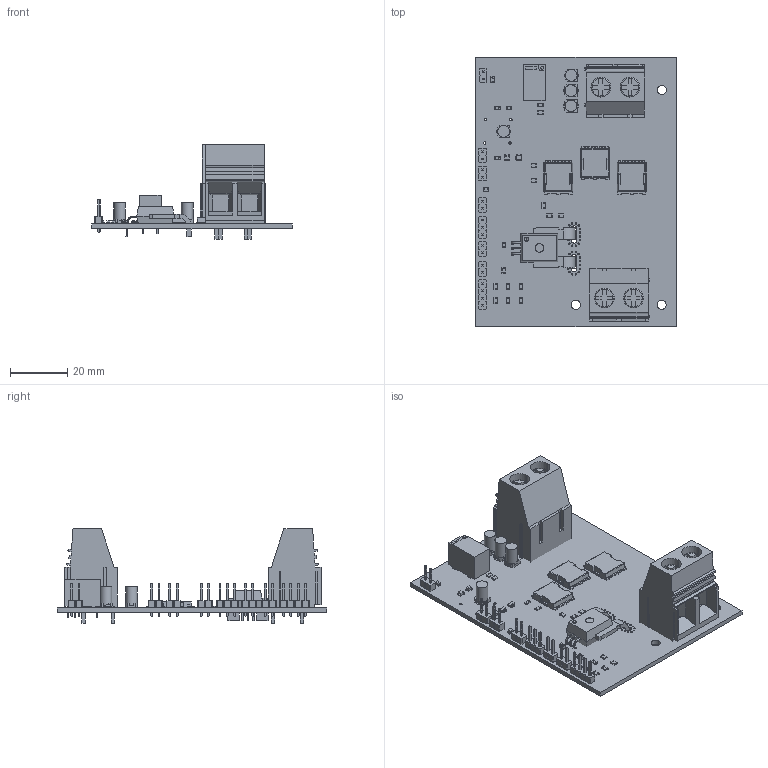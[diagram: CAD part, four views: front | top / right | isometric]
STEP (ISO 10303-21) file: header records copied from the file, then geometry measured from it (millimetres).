
FILE_DESCRIPTION(('KiCad electronic assembly'),'2;1');
FILE_NAME('Power_Management.step','2025-02-04T00:22:52',('Pcbnew'),( 'Kicad'),'Open CASCADE STEP processor 7.7','KiCad to STEP converter' ,'Unknown');
FILE_SCHEMA(('AUTOMOTIVE_DESIGN { 1 0 10303 214 1 1 1 1 }'));
Length unit declared in the file: millimetre
Products named in the file (26): Power_Management 1; LED_0805_2012Metric; G5V_1; PinHeader_1x04_P2.54mm_Vertical; PinHeader_1x04_P254mm_Vertical; CAP_UCB_4X7_NCH; part; R_0805_2012Metric; 1986660; C-1986660-2; PinHeader_1x02_P2.54mm_Vertical; PinHeader_1x02_P254mm_Vertical; MCTL160N15Y-TP; Document; C_0805_2012Metric; SOT-353_SC-70-5; SOT_353_SC_70_5; PinHeader_1x03_P2.54mm_Vertical; PinHeader_1x03_P254mm_Vertical; ACS758ECB-200B-PFF-T; CA; Power_Management_PCB
Assembly tree (54 placements, depth 3):
  Power_Management 1
    LED_0805_2012Metric  x5
      LED_0805_2012Metric
    G5V_1
      G5V_1
    PinHeader_1x04_P2.54mm_Vertical
      PinHeader_1x04_P254mm_Vertical
    CAP_UCB_4X7_NCH  x4
      part
    R_0805_2012Metric  x13
      R_0805_2012Metric
    1986660  x2
      C-1986660-2
    PinHeader_1x02_P2.54mm_Vertical  x6
      PinHeader_1x02_P254mm_Vertical
    MCTL160N15Y-TP  x3
      Document
    C_0805_2012Metric  x2
      C_0805_2012Metric
    SOT-353_SC-70-5  x2
      SOT_353_SC_70_5
    PinHeader_1x03_P2.54mm_Vertical
      PinHeader_1x03_P254mm_Vertical
    ACS758ECB-200B-PFF-T
      CA
    Power_Management_PCB
Bounding box: 70 x 94 x 33 mm (x, y, z)
Volume: 28454 mm3; surface area: 26924 mm2
Topology: 63 solids, 63 shells, 2640 faces, 6839 edges, 4371 vertices
Faces by surface type: plane 2128, cylinder 420, bspline 82, torus 8, sphere 2
Full cylindrical faces by diameter (mm): 0.5 x32, 0.8 x3, 0.889 x4, 0.991 x6, 1 x19, 1.727 x8, 3.2 x3, 4.073 x4
Entity records: 35849 total; most frequent: CARTESIAN_POINT 6657, ORIENTED_EDGE 5474, DIRECTION 4694, EDGE_CURVE 2737, LINE 1854, VECTOR 1854, VERTEX_POINT 1757, AXIS2_PLACEMENT_3D 1420
